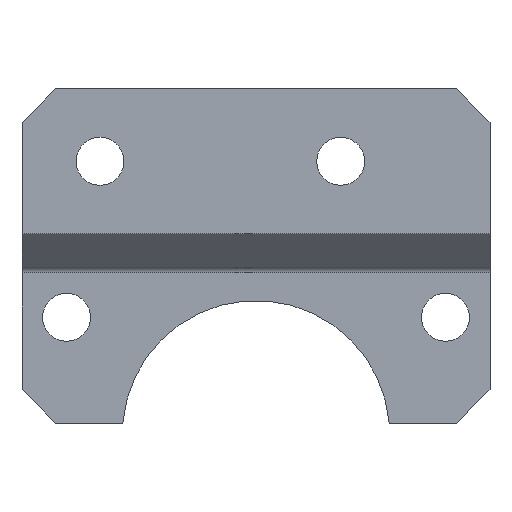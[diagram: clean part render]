
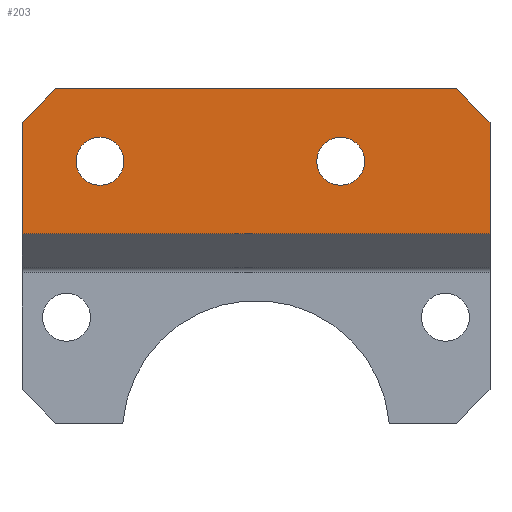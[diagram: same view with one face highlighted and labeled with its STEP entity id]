
A CAD part, front view. The second image highlights one B-rep face of the part: STEP entity #203.
In plain terms, the highlighted planar face has unit normal (0, -1, 0).
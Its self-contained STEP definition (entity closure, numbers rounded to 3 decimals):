
#15 = CIRCLE ( 'NONE', #160, 2.15 ) ;
#23 = DIRECTION ( 'NONE',  ( 0., 0., 1. ) ) ;
#35 = ORIENTED_EDGE ( 'NONE', *, *, #980, .T. ) ;
#39 = CARTESIAN_POINT ( 'NONE',  ( -14., -14.3, 5.35 ) ) ;
#60 = LINE ( 'NONE', #395, #133 ) ;
#61 = VECTOR ( 'NONE', #909, 1000. ) ;
#81 = ORIENTED_EDGE ( 'NONE', *, *, #731, .T. ) ;
#84 = VERTEX_POINT ( 'NONE', #153 ) ;
#91 = CIRCLE ( 'NONE', #795, 2.15 ) ;
#105 = DIRECTION ( 'NONE',  ( 0., 1., 0. ) ) ;
#112 = CARTESIAN_POINT ( 'NONE',  ( 21., -14.3, 11. ) ) ;
#133 = VECTOR ( 'NONE', #297, 1000. ) ;
#136 = CIRCLE ( 'NONE', #172, 2.15 ) ;
#147 = ORIENTED_EDGE ( 'NONE', *, *, #236, .T. ) ;
#153 = CARTESIAN_POINT ( 'NONE',  ( 18., -14.3, 14. ) ) ;
#158 = DIRECTION ( 'NONE',  ( 0., 1., 0. ) ) ;
#160 = AXIS2_PLACEMENT_3D ( 'NONE', #754, #983, #235 ) ;
#172 = AXIS2_PLACEMENT_3D ( 'NONE', #734, #548, #889 ) ;
#175 = CARTESIAN_POINT ( 'NONE',  ( 7.6, -14.3, 5.35 ) ) ;
#181 = CARTESIAN_POINT ( 'NONE',  ( 21., -14.3, 14. ) ) ;
#193 = CARTESIAN_POINT ( 'NONE',  ( -18., -14.3, 14. ) ) ;
#203 = ADVANCED_FACE ( 'NONE', ( #1090, #240, #428 ), #564, .F. ) ;
#208 = EDGE_CURVE ( 'NONE', #854, #616, #15, .T. ) ;
#235 = DIRECTION ( 'NONE',  ( 0., 0., 1. ) ) ;
#236 = EDGE_CURVE ( 'NONE', #403, #273, #91, .T. ) ;
#240 = FACE_BOUND ( 'NONE', #893, .T. ) ;
#247 = ORIENTED_EDGE ( 'NONE', *, *, #585, .F. ) ;
#250 = VERTEX_POINT ( 'NONE', #112 ) ;
#264 = AXIS2_PLACEMENT_3D ( 'NONE', #902, #158, #325 ) ;
#273 = VERTEX_POINT ( 'NONE', #358 ) ;
#288 = DIRECTION ( 'NONE',  ( 0., 0., 1. ) ) ;
#292 = LINE ( 'NONE', #193, #950 ) ;
#294 = EDGE_CURVE ( 'NONE', #897, #1071, #682, .T. ) ;
#297 = DIRECTION ( 'NONE',  ( 1., 0., 0. ) ) ;
#305 = CIRCLE ( 'NONE', #481, 2.15 ) ;
#317 = CARTESIAN_POINT ( 'NONE',  ( 21., -14.3, 1. ) ) ;
#325 = DIRECTION ( 'NONE',  ( 0., 0., 1. ) ) ;
#350 = LINE ( 'NONE', #594, #899 ) ;
#356 = ORIENTED_EDGE ( 'NONE', *, *, #294, .T. ) ;
#358 = CARTESIAN_POINT ( 'NONE',  ( -14., -14.3, 9.65 ) ) ;
#372 = DIRECTION ( 'NONE',  ( 0., 1., 0. ) ) ;
#395 = CARTESIAN_POINT ( 'NONE',  ( 21., -14.3, 1. ) ) ;
#403 = VERTEX_POINT ( 'NONE', #39 ) ;
#406 = ORIENTED_EDGE ( 'NONE', *, *, #748, .T. ) ;
#408 = VECTOR ( 'NONE', #665, 1000. ) ;
#418 = DIRECTION ( 'NONE',  ( 0., 0., -1. ) ) ;
#425 = VERTEX_POINT ( 'NONE', #317 ) ;
#428 = FACE_OUTER_BOUND ( 'NONE', #687, .T. ) ;
#434 = CARTESIAN_POINT ( 'NONE',  ( -21., -14.3, 14. ) ) ;
#455 = VECTOR ( 'NONE', #1033, 1000. ) ;
#481 = AXIS2_PLACEMENT_3D ( 'NONE', #701, #372, #288 ) ;
#494 = EDGE_CURVE ( 'NONE', #84, #1030, #495, .T. ) ;
#495 = LINE ( 'NONE', #181, #408 ) ;
#501 = LINE ( 'NONE', #1008, #61 ) ;
#512 = CARTESIAN_POINT ( 'NONE',  ( -14., -14.3, 7.5 ) ) ;
#548 = DIRECTION ( 'NONE',  ( 0., 1., 0. ) ) ;
#564 = PLANE ( 'NONE',  #264 ) ;
#585 = EDGE_CURVE ( 'NONE', #250, #425, #350, .T. ) ;
#594 = CARTESIAN_POINT ( 'NONE',  ( 21., -14.3, 14. ) ) ;
#616 = VERTEX_POINT ( 'NONE', #778 ) ;
#665 = DIRECTION ( 'NONE',  ( -1., 0., 0. ) ) ;
#682 = LINE ( 'NONE', #434, #455 ) ;
#687 = EDGE_LOOP ( 'NONE', ( #356, #406, #247, #700, #841, #81 ) ) ;
#700 = ORIENTED_EDGE ( 'NONE', *, *, #856, .T. ) ;
#701 = CARTESIAN_POINT ( 'NONE',  ( -14., -14.3, 7.5 ) ) ;
#716 = EDGE_CURVE ( 'NONE', #273, #403, #305, .T. ) ;
#731 = EDGE_CURVE ( 'NONE', #1030, #897, #292, .T. ) ;
#734 = CARTESIAN_POINT ( 'NONE',  ( 7.6, -14.3, 7.5 ) ) ;
#744 = ORIENTED_EDGE ( 'NONE', *, *, #716, .T. ) ;
#748 = EDGE_CURVE ( 'NONE', #1071, #425, #60, .T. ) ;
#754 = CARTESIAN_POINT ( 'NONE',  ( 7.6, -14.3, 7.5 ) ) ;
#778 = CARTESIAN_POINT ( 'NONE',  ( 7.6, -14.3, 9.65 ) ) ;
#793 = ORIENTED_EDGE ( 'NONE', *, *, #208, .T. ) ;
#795 = AXIS2_PLACEMENT_3D ( 'NONE', #512, #105, #23 ) ;
#827 = CARTESIAN_POINT ( 'NONE',  ( -21., -14.3, 11. ) ) ;
#841 = ORIENTED_EDGE ( 'NONE', *, *, #494, .T. ) ;
#852 = DIRECTION ( 'NONE',  ( -0.707, 0., -0.707 ) ) ;
#854 = VERTEX_POINT ( 'NONE', #175 ) ;
#856 = EDGE_CURVE ( 'NONE', #250, #84, #501, .T. ) ;
#889 = DIRECTION ( 'NONE',  ( 0., 0., 1. ) ) ;
#893 = EDGE_LOOP ( 'NONE', ( #35, #793 ) ) ;
#897 = VERTEX_POINT ( 'NONE', #827 ) ;
#899 = VECTOR ( 'NONE', #418, 1000. ) ;
#902 = CARTESIAN_POINT ( 'NONE',  ( 21., -14.3, 14. ) ) ;
#909 = DIRECTION ( 'NONE',  ( -0.707, 0., 0.707 ) ) ;
#950 = VECTOR ( 'NONE', #852, 1000. ) ;
#977 = CARTESIAN_POINT ( 'NONE',  ( -18., -14.3, 14. ) ) ;
#980 = EDGE_CURVE ( 'NONE', #616, #854, #136, .T. ) ;
#983 = DIRECTION ( 'NONE',  ( 0., 1., 0. ) ) ;
#984 = EDGE_LOOP ( 'NONE', ( #744, #147 ) ) ;
#1008 = CARTESIAN_POINT ( 'NONE',  ( 21., -14.3, 11. ) ) ;
#1030 = VERTEX_POINT ( 'NONE', #977 ) ;
#1033 = DIRECTION ( 'NONE',  ( 0., 0., -1. ) ) ;
#1057 = CARTESIAN_POINT ( 'NONE',  ( -21., -14.3, 1. ) ) ;
#1071 = VERTEX_POINT ( 'NONE', #1057 ) ;
#1090 = FACE_BOUND ( 'NONE', #984, .T. ) ;
